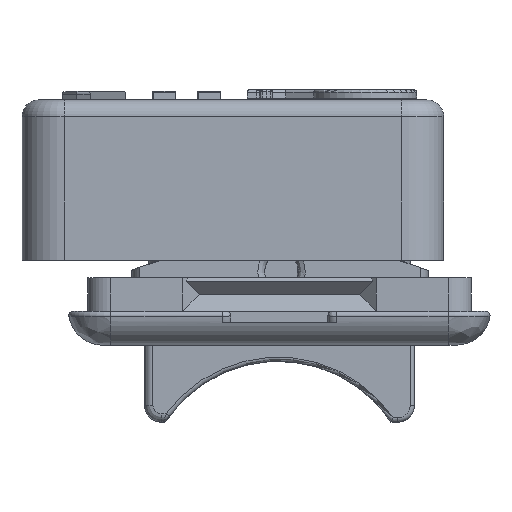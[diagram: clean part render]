
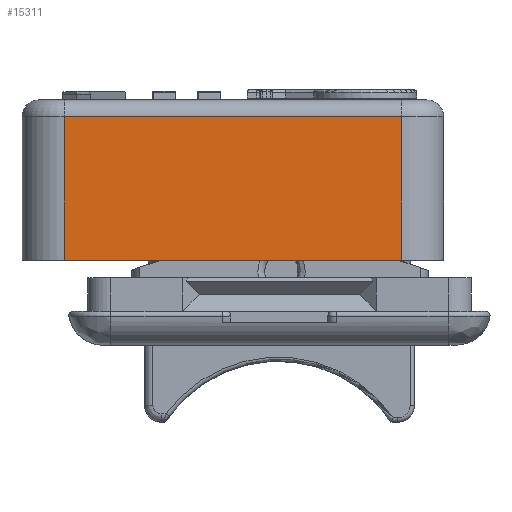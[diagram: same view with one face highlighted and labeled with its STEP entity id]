
A CAD part, front view. The second image highlights one B-rep face of the part: STEP entity #15311.
In plain terms, the highlighted planar face has unit normal (0, -1, 0).
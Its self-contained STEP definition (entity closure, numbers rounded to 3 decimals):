
#1749=FACE_OUTER_BOUND('',#2689,.T.);
#2689=EDGE_LOOP('',(#12052,#12053,#12054,#12055));
#3244=LINE('',#21718,#4527);
#3848=LINE('',#28869,#5131);
#3851=LINE('',#28874,#5134);
#3852=LINE('',#28876,#5135);
#4527=VECTOR('',#17358,10.);
#5131=VECTOR('',#18978,10.);
#5134=VECTOR('',#18985,10.);
#5135=VECTOR('',#18988,10.);
#6207=VERTEX_POINT('',#21715);
#6208=VERTEX_POINT('',#21717);
#6812=VERTEX_POINT('',#28842);
#6817=VERTEX_POINT('',#28865);
#7663=EDGE_CURVE('',#6207,#6208,#3244,.F.);
#8681=EDGE_CURVE('',#6812,#6817,#3848,.T.);
#8684=EDGE_CURVE('',#6817,#6207,#3851,.T.);
#8685=EDGE_CURVE('',#6208,#6812,#3852,.T.);
#12052=ORIENTED_EDGE('',*,*,#8681,.F.);
#12053=ORIENTED_EDGE('',*,*,#8685,.F.);
#12054=ORIENTED_EDGE('',*,*,#7663,.F.);
#12055=ORIENTED_EDGE('',*,*,#8684,.F.);
#14671=PLANE('',#16372);
#15311=ADVANCED_FACE('',(#1749),#14671,.T.);
#16372=AXIS2_PLACEMENT_3D('',#28875,#18986,#18987);
#17358=DIRECTION('',(1.,0.,0.));
#18978=DIRECTION('',(1.,0.,0.));
#18985=DIRECTION('',(0.,0.,-1.));
#18986=DIRECTION('center_axis',(0.,-1.,0.));
#18987=DIRECTION('ref_axis',(-1.,0.,0.));
#18988=DIRECTION('',(0.,0.,1.));
#21715=CARTESIAN_POINT('',(-12.584,-30.952,12.298));
#21717=CARTESIAN_POINT('',(-52.584,-30.952,12.298));
#21718=CARTESIAN_POINT('',(-21.084,-30.952,12.298));
#28842=CARTESIAN_POINT('',(-52.584,-30.952,29.298));
#28865=CARTESIAN_POINT('',(-12.584,-30.952,29.298));
#28869=CARTESIAN_POINT('',(-21.084,-30.952,29.298));
#28874=CARTESIAN_POINT('',(-12.584,-30.952,29.298));
#28875=CARTESIAN_POINT('Origin',(-9.584,-30.952,29.298));
#28876=CARTESIAN_POINT('',(-52.584,-30.952,29.298));
